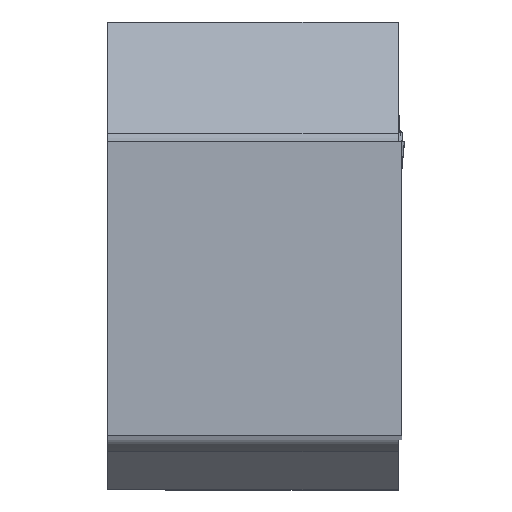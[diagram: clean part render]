
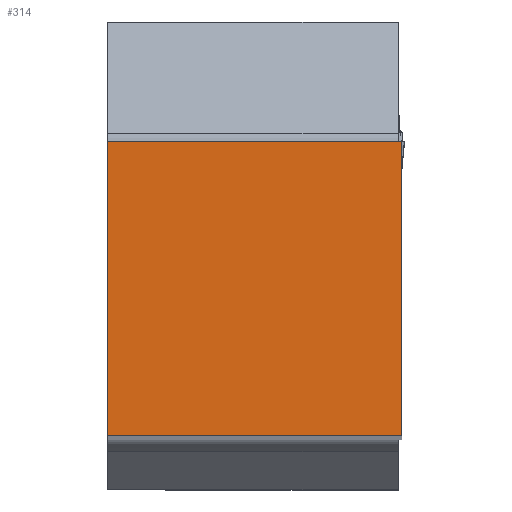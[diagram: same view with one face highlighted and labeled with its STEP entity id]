
A CAD part, top view. The second image highlights one B-rep face of the part: STEP entity #314.
In plain terms, the highlighted planar face has unit normal (0, 0, 1).
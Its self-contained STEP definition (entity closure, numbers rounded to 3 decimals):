
#314=ADVANCED_FACE('CU_BACK_SU1',(#480),#418,.F.);
#418=PLANE('',#2181);
#480=FACE_OUTER_BOUND('',#592,.T.);
#592=EDGE_LOOP('',(#838,#839,#840,#841));
#838=ORIENTED_EDGE('',*,*,#1563,.T.);
#839=ORIENTED_EDGE('',*,*,#1550,.F.);
#840=ORIENTED_EDGE('',*,*,#1564,.T.);
#841=ORIENTED_EDGE('',*,*,#1477,.T.);
#1290=VERTEX_POINT('',#2788);
#1291=VERTEX_POINT('',#2790);
#1345=VERTEX_POINT('',#2965);
#1346=VERTEX_POINT('',#2967);
#1477=EDGE_CURVE('',#1291,#1290,#1768,.T.);
#1550=EDGE_CURVE('',#1345,#1346,#1824,.T.);
#1563=EDGE_CURVE('',#1290,#1346,#1833,.T.);
#1564=EDGE_CURVE('',#1345,#1291,#1834,.T.);
#1768=LINE('',#2789,#1932);
#1824=LINE('',#2966,#1988);
#1833=LINE('',#2991,#1997);
#1834=LINE('',#2992,#1998);
#1932=VECTOR('',#2314,1.);
#1988=VECTOR('',#2432,1.);
#1997=VECTOR('',#2467,1.);
#1998=VECTOR('',#2468,1.);
#2181=AXIS2_PLACEMENT_3D('',#2993,#2469,#2470);
#2314=DIRECTION('',(0.,-1.,0.));
#2432=DIRECTION('',(0.,-1.,0.));
#2467=DIRECTION('',(1.,0.,0.));
#2468=DIRECTION('',(-1.,0.,0.));
#2469=DIRECTION('',(0.,0.,-1.));
#2470=DIRECTION('',(1.,0.,0.));
#2788=CARTESIAN_POINT('',(0.,0.,0.));
#2789=CARTESIAN_POINT('',(0.,31.9,0.));
#2790=CARTESIAN_POINT('',(0.,11.9,0.));
#2965=CARTESIAN_POINT('',(11.9,11.9,0.));
#2966=CARTESIAN_POINT('',(11.9,31.9,0.));
#2967=CARTESIAN_POINT('',(11.9,0.,0.));
#2991=CARTESIAN_POINT('',(-22.595,0.,0.));
#2992=CARTESIAN_POINT('',(-22.595,11.9,0.));
#2993=CARTESIAN_POINT('',(-22.595,31.9,0.));
